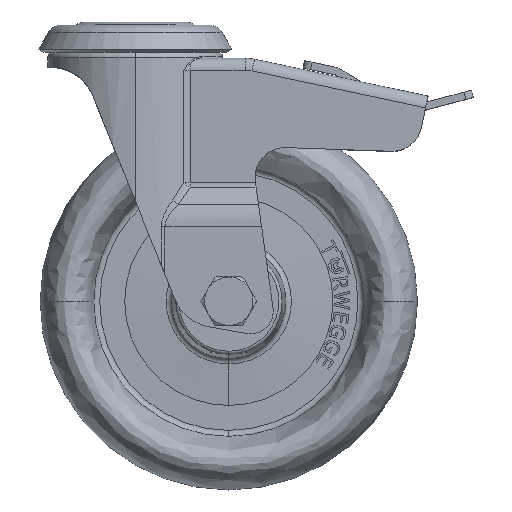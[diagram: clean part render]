
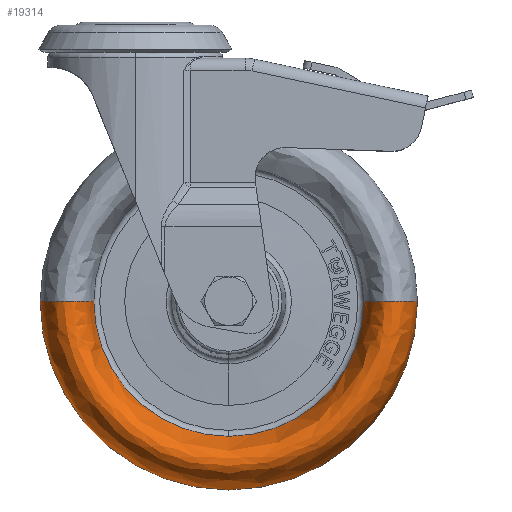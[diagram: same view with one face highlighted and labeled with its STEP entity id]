
A CAD part, top view. The second image highlights one B-rep face of the part: STEP entity #19314.
In plain terms, the highlighted free-form (B-spline) face has degree [3, 3] with [4, 4] control points.
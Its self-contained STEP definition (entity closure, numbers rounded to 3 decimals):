
#18 = CARTESIAN_POINT ( 'NONE',  ( -39.493, -138.662, 32.352 ) ) ;
#125 = CARTESIAN_POINT ( 'NONE',  ( 71.151, -167.373, 28.877 ) ) ;
#227 = CARTESIAN_POINT ( 'NONE',  ( 56.796, -42.373, 32.352 ) ) ;
#757 = DIRECTION ( 'NONE',  ( 0., -1., 0. ) ) ;
#855 = CARTESIAN_POINT ( 'NONE',  ( 8.651, -87.124, 4.26 ) ) ;
#1014 = EDGE_CURVE ( 'NONE', #7612, #15470, #6689, .T. ) ;
#1466 = CARTESIAN_POINT ( 'NONE',  ( 8.651, -42.373, -0.036 ) ) ;
#1509 = CARTESIAN_POINT ( 'NONE',  ( -53.849, -167.373, -0.036 ) ) ;
#1610 = CARTESIAN_POINT ( 'NONE',  ( 56.796, -138.662, 32.352 ) ) ;
#1914 = CARTESIAN_POINT ( 'NONE',  ( -39.493, -42.373, 32.352 ) ) ;
#2028 = ORIENTED_EDGE ( 'NONE', *, *, #12059, .T. ) ;
#2054 = DIRECTION ( 'NONE',  ( 0., 0., -1. ) ) ;
#2388 = VERTEX_POINT ( 'NONE', #5296 ) ;
#2560 = ORIENTED_EDGE ( 'NONE', *, *, #14844, .T. ) ;
#2878 = AXIS2_PLACEMENT_3D ( 'NONE', #6589, #2054, #757 ) ;
#2929 = FACE_OUTER_BOUND ( 'NONE', #18405, .T. ) ;
#3015 = CARTESIAN_POINT ( 'NONE',  ( -36.1, -42.373, 4.26 ) ) ;
#3071 = CARTESIAN_POINT ( 'NONE',  ( -36.1, -42.373, 4.26 ) ) ;
#3307 = CARTESIAN_POINT ( 'NONE',  ( 71.151, -167.373, -0.036 ) ) ;
#3620 = CARTESIAN_POINT ( 'NONE',  ( 8.651, -42.373, 4.26 ) ) ;
#4158 = CIRCLE ( 'NONE', #2878, 44.751 ) ;
#4350 = CARTESIAN_POINT ( 'NONE',  ( -39.493, -42.373, 32.352 ) ) ;
#4596 = CARTESIAN_POINT ( 'NONE',  ( -53.849, -42.373, 28.877 ) ) ;
#4903 = CARTESIAN_POINT ( 'NONE',  ( 71.151, -42.373, 28.877 ) ) ;
#4960 = ORIENTED_EDGE ( 'NONE', *, *, #6730, .F. ) ;
#5296 = CARTESIAN_POINT ( 'NONE',  ( 71.151, -42.373, -0.036 ) ) ;
#5893 = DIRECTION ( 'NONE',  ( 0., 1., 0. ) ) ;
#6073 =( BOUNDED_CURVE ( )  B_SPLINE_CURVE ( 3, ( #18034, #9000, #4350, #10771 ),
 .UNSPECIFIED., .F., .T. ) 
 B_SPLINE_CURVE_WITH_KNOTS ( ( 4, 4 ),
 ( 1.568, 4.473 ),
 .UNSPECIFIED. ) 
 CURVE ( )  GEOMETRIC_REPRESENTATION_ITEM ( )  RATIONAL_B_SPLINE_CURVE ( ( 1., 0.412, 0.412, 1. ) ) 
 REPRESENTATION_ITEM ( '' )  );
#6338 = CARTESIAN_POINT ( 'NONE',  ( 53.403, -42.373, 4.26 ) ) ;
#6589 = CARTESIAN_POINT ( 'NONE',  ( 8.651, -42.373, 4.26 ) ) ;
#6689 = CIRCLE ( 'NONE', #13985, 44.751 ) ;
#6730 = EDGE_CURVE ( 'NONE', #14756, #15470, #6073, .T. ) ;
#6821 = ORIENTED_EDGE ( 'NONE', *, *, #1014, .T. ) ;
#6999 = CARTESIAN_POINT ( 'NONE',  ( 71.151, -42.373, 28.877 ) ) ;
#7075 = ORIENTED_EDGE ( 'NONE', *, *, #8680, .T. ) ;
#7612 = VERTEX_POINT ( 'NONE', #855 ) ;
#8680 = EDGE_CURVE ( 'NONE', #16704, #7612, #4158, .T. ) ;
#9000 = CARTESIAN_POINT ( 'NONE',  ( -53.849, -42.373, 28.877 ) ) ;
#10099 = AXIS2_PLACEMENT_3D ( 'NONE', #1466, #10479, #5893 ) ;
#10479 = DIRECTION ( 'NONE',  ( 0., 0., 1. ) ) ;
#10771 = CARTESIAN_POINT ( 'NONE',  ( -36.1, -42.373, 4.26 ) ) ;
#10921 = CARTESIAN_POINT ( 'NONE',  ( 53.403, -131.875, 4.26 ) ) ;
#11462 = CARTESIAN_POINT ( 'NONE',  ( 56.796, -42.373, 32.352 ) ) ;
#12059 = EDGE_CURVE ( 'NONE', #2388, #16704, #15075, .T. ) ;
#12496 = CARTESIAN_POINT ( 'NONE',  ( -53.849, -42.373, -0.036 ) ) ;
#12799 = DIRECTION ( 'NONE',  ( 0., -1., 0. ) ) ;
#13071 = CARTESIAN_POINT ( 'NONE',  ( 53.403, -42.373, 4.26 ) ) ;
#13886 = CARTESIAN_POINT ( 'NONE',  ( -53.849, -167.373, 28.877 ) ) ;
#13985 = AXIS2_PLACEMENT_3D ( 'NONE', #3620, #18659, #12799 ) ;
#14094 = CARTESIAN_POINT ( 'NONE',  ( -36.1, -131.875, 4.26 ) ) ;
#14217 = CIRCLE ( 'NONE', #10099, 62.5 ) ;
#14319 =( BOUNDED_SURFACE ( )  B_SPLINE_SURFACE ( 3, 3, ( 
 ( #17014, #3307, #1509, #12496 ),
 ( #4903, #125, #13886, #4596 ),
 ( #227, #1610, #18, #1914 ),
 ( #6338, #10921, #14094, #3015 ) ),
 .UNSPECIFIED., .F., .F., .F. ) 
 B_SPLINE_SURFACE_WITH_KNOTS ( ( 4, 4 ),
 ( 4, 4 ),
 ( 0., 1. ),
 ( 0., 1. ),
 .UNSPECIFIED. ) 
 GEOMETRIC_REPRESENTATION_ITEM ( )  RATIONAL_B_SPLINE_SURFACE ( (
 ( 1., 0.333, 0.333, 1.),
 ( 0.412, 0.137, 0.137, 0.412),
 ( 0.412, 0.137, 0.137, 0.412),
 ( 1., 0.333, 0.333, 1.) ) ) 
 REPRESENTATION_ITEM ( '' )  SURFACE ( )  );
#14756 = VERTEX_POINT ( 'NONE', #19131 ) ;
#14844 = EDGE_CURVE ( 'NONE', #14756, #2388, #14217, .T. ) ;
#15075 =( BOUNDED_CURVE ( )  B_SPLINE_CURVE ( 3, ( #17583, #6999, #11462, #13071 ),
 .UNSPECIFIED., .F., .F. ) 
 B_SPLINE_CURVE_WITH_KNOTS ( ( 4, 4 ),
 ( 1.568, 4.473 ),
 .UNSPECIFIED. ) 
 CURVE ( )  GEOMETRIC_REPRESENTATION_ITEM ( )  RATIONAL_B_SPLINE_CURVE ( ( 1., 0.412, 0.412, 1. ) ) 
 REPRESENTATION_ITEM ( '' )  );
#15470 = VERTEX_POINT ( 'NONE', #3071 ) ;
#16704 = VERTEX_POINT ( 'NONE', #18762 ) ;
#17014 = CARTESIAN_POINT ( 'NONE',  ( 71.151, -42.373, -0.036 ) ) ;
#17583 = CARTESIAN_POINT ( 'NONE',  ( 71.151, -42.373, -0.036 ) ) ;
#18034 = CARTESIAN_POINT ( 'NONE',  ( -53.849, -42.373, -0.036 ) ) ;
#18405 = EDGE_LOOP ( 'NONE', ( #2560, #2028, #7075, #6821, #4960 ) ) ;
#18659 = DIRECTION ( 'NONE',  ( 0., 0., -1. ) ) ;
#18762 = CARTESIAN_POINT ( 'NONE',  ( 53.403, -42.373, 4.26 ) ) ;
#19131 = CARTESIAN_POINT ( 'NONE',  ( -53.849, -42.373, -0.036 ) ) ;
#19314 = ADVANCED_FACE ( 'NONE', ( #2929 ), #14319, .T. ) ;
